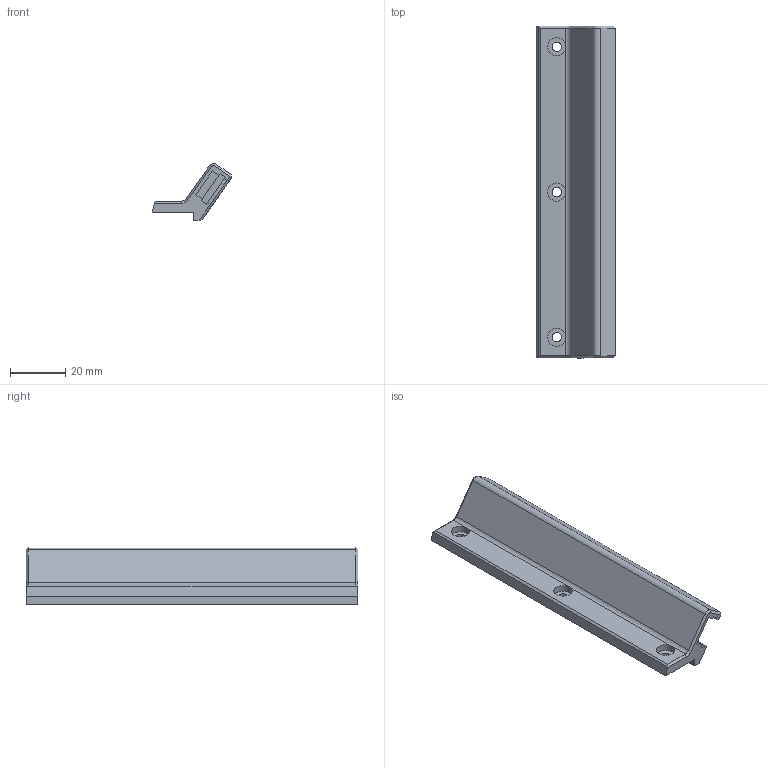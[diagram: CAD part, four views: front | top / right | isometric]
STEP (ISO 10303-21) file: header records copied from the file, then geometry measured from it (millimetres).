
FILE_DESCRIPTION(/* description */ ('STEP AP214'),/* implementation_level */ '2;1');
FILE_NAME(/* name */ '608beaa2844ca90f6240bc10',/* time_stamp */ '2021-04-30T11:31:47+00:00',/* author */ (''),/* organization */ (''),/* preprocessor_version */ 'ST-DEVELOPER v18.1',/* originating_system */ ' ',/* authorisation */ ' ');
FILE_SCHEMA (('AUTOMOTIVE_DESIGN {1 0 10303 214 3 1 1}'));
Length unit declared in the file: metre
Products named in the file (1): right
Bounding box: 28.74 x 120 x 20.53 mm (x, y, z)
Volume: 17425.7 mm3; surface area: 12106.2 mm2
Topology: 1 solids, 1 shells, 54 faces, 138 edges, 86 vertices
Faces by surface type: plane 42, cylinder 8, cone 4
Full cylindrical faces by diameter (mm): 3.4 x3, 6.6 x3
Entity records: 1586 total; most frequent: CARTESIAN_POINT 276, ORIENTED_EDGE 258, DIRECTION 256, EDGE_CURVE 129, LINE 106, VECTOR 106, VERTEX_POINT 83, AXIS2_PLACEMENT_3D 75
